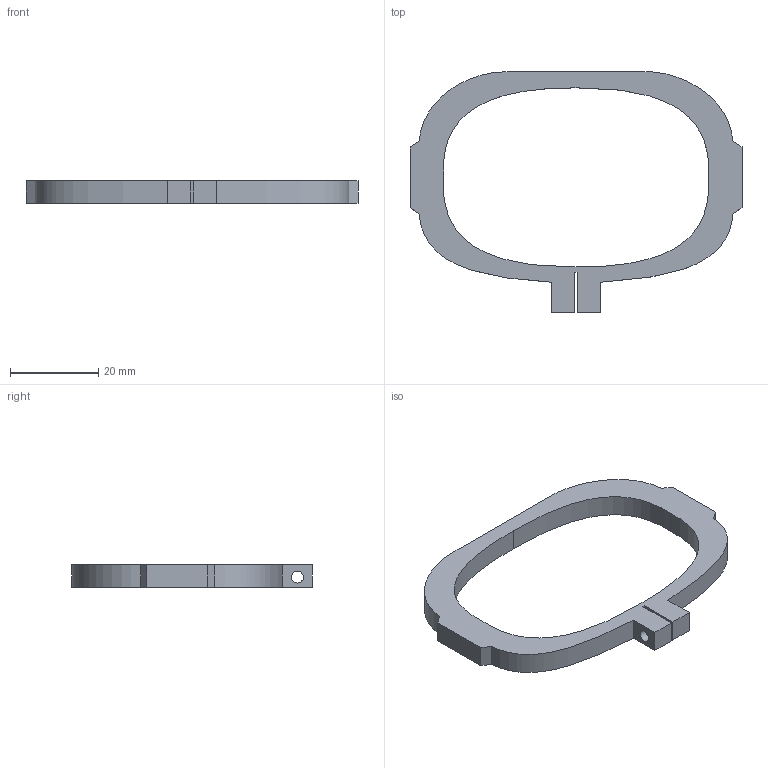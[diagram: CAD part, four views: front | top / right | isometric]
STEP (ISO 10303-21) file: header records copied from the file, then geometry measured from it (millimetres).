
FILE_DESCRIPTION(/* description */ ('Unknown'),/* implementation_level */ '2;1');
FILE_NAME(/* name */ 'BaseCup_brim_04',/* time_stamp */ '2023-07-16T15:41:01+01:00',/* author */ ('Unknown'),/* organization */ ('Unknown'),/* preprocessor_version */ 'ST-DEVELOPER v18.102',/* originating_system */ 'Solid Edge',/* authorisation */ 'Unknown');
FILE_SCHEMA (('AUTOMOTIVE_DESIGN {1 0 10303 214 3 1 1}'));
Length unit declared in the file: millimetre
Products named in the file (1): BaseCup_brim_04
Bounding box: 75.27 x 54.6 x 5 mm (x, y, z)
Volume: 5477.1 mm3; surface area: 4325.7 mm2
Topology: 1 solids, 1 shells, 28 faces, 79 edges, 53 vertices
Faces by surface type: plane 18, bspline 8, cylinder 2
Full cylindrical faces by diameter (mm): 2.7 x2
Entity records: 1070 total; most frequent: CARTESIAN_POINT 373, ORIENTED_EDGE 152, DIRECTION 106, EDGE_CURVE 76, LINE 56, VECTOR 56, VERTEX_POINT 52, EDGE_LOOP 36
